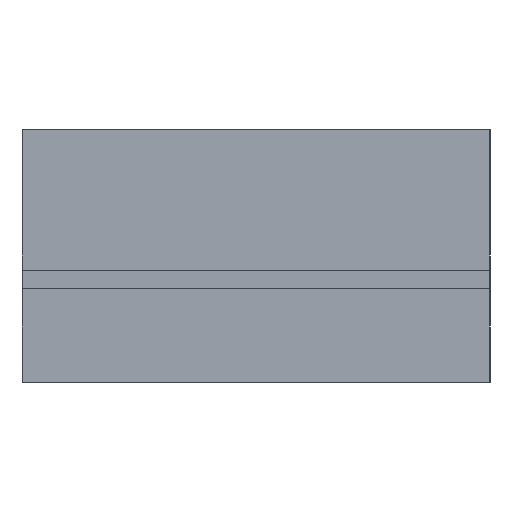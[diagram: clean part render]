
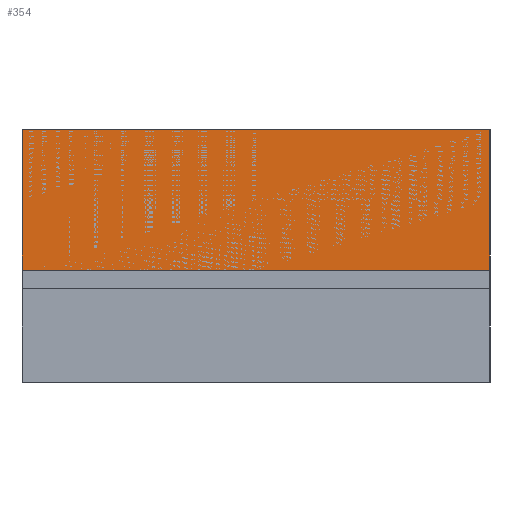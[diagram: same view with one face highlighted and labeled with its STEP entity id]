
A CAD part, left-side view. The second image highlights one B-rep face of the part: STEP entity #354.
In plain terms, the highlighted planar face has unit normal (-1, 0, 0).
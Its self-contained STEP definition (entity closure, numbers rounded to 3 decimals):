
#278 = EDGE_CURVE('',#279,#281,#283,.T.);
#279 = VERTEX_POINT('',#280);
#280 = CARTESIAN_POINT('',(0.,25.,1.));
#281 = VERTEX_POINT('',#282);
#282 = CARTESIAN_POINT('',(0.,25.,16.));
#283 = LINE('',#284,#285);
#284 = CARTESIAN_POINT('',(0.,25.,1.));
#285 = VECTOR('',#286,1.);
#286 = DIRECTION('',(0.,0.,1.));
#318 = EDGE_CURVE('',#319,#321,#323,.T.);
#319 = VERTEX_POINT('',#320);
#320 = CARTESIAN_POINT('',(0.,-25.,1.));
#321 = VERTEX_POINT('',#322);
#322 = CARTESIAN_POINT('',(0.,-25.,16.));
#323 = LINE('',#324,#325);
#324 = CARTESIAN_POINT('',(0.,-25.,1.));
#325 = VECTOR('',#326,1.);
#326 = DIRECTION('',(0.,0.,1.));
#354 = ADVANCED_FACE('',(#355),#371,.F.);
#355 = FACE_BOUND('',#356,.F.);
#356 = EDGE_LOOP('',(#357,#358,#364,#365));
#357 = ORIENTED_EDGE('',*,*,#278,.T.);
#358 = ORIENTED_EDGE('',*,*,#359,.T.);
#359 = EDGE_CURVE('',#281,#321,#360,.T.);
#360 = LINE('',#361,#362);
#361 = CARTESIAN_POINT('',(0.,25.,16.));
#362 = VECTOR('',#363,1.);
#363 = DIRECTION('',(0.,-1.,0.));
#364 = ORIENTED_EDGE('',*,*,#318,.F.);
#365 = ORIENTED_EDGE('',*,*,#366,.F.);
#366 = EDGE_CURVE('',#279,#319,#367,.T.);
#367 = LINE('',#368,#369);
#368 = CARTESIAN_POINT('',(0.,25.,1.));
#369 = VECTOR('',#370,1.);
#370 = DIRECTION('',(0.,-1.,0.));
#371 = PLANE('',#372);
#372 = AXIS2_PLACEMENT_3D('',#373,#374,#375);
#373 = CARTESIAN_POINT('',(0.,25.,1.));
#374 = DIRECTION('',(1.,0.,0.));
#375 = DIRECTION('',(0.,-1.,0.));
